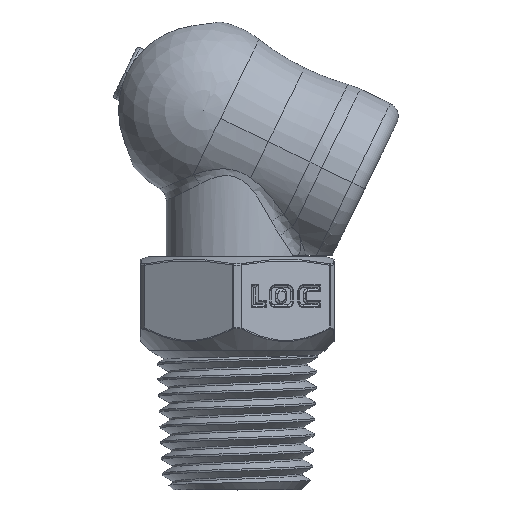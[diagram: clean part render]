
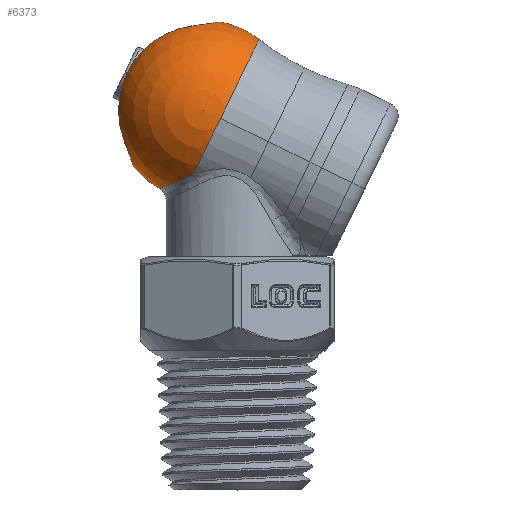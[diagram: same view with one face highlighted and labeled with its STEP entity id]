
A CAD part, top view. The second image highlights one B-rep face of the part: STEP entity #6373.
In plain terms, the highlighted spherical face has radius 7.828 mm.
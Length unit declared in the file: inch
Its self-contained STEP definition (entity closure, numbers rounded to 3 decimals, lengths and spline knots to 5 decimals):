
#71 = CIRCLE ( 'NONE', #17707, 0.30818 ) ;
#74 = CIRCLE ( 'NONE', #17711, 0.30818 ) ;
#100 = VERTEX_POINT ( 'NONE', #13189 ) ;
#1659 = DIRECTION ( 'NONE',  ( 0., 0., -1. ) ) ;
#1661 = CARTESIAN_POINT ( 'NONE',  ( 0.00564, -0.00108, 0. ) ) ;
#1663 = DIRECTION ( 'NONE',  ( 0., 1., 0. ) ) ;
#1769 = CIRCLE ( 'NONE', #9160, 0.30143 ) ;
#1774 = CIRCLE ( 'NONE', #9164, 0.30143 ) ;
#2150 = CIRCLE ( 'NONE', #17654, 0.29207 ) ;
#2151 = CIRCLE ( 'NONE', #17653, 0.09834 ) ;
#2152 = CIRCLE ( 'NONE', #17655, 0.09834 ) ;
#4241 = DIRECTION ( 'NONE',  ( -1., 0., 0. ) ) ;
#6373 = ADVANCED_FACE ( 'NONE', ( #10247 ), #10246, .T. ) ;
#6478 = CARTESIAN_POINT ( 'NONE',  ( 0.06977, 0.30036, 0. ) ) ;
#7381 = CARTESIAN_POINT ( 'NONE',  ( 0.06977, -0.00108, 0.30143 ) ) ;
#7462 = CARTESIAN_POINT ( 'NONE',  ( -0.07615, 0.29605, 0. ) ) ;
#7463 = CARTESIAN_POINT ( 'NONE',  ( -0.12651, -0.27949, 0. ) ) ;
#7838 = CARTESIAN_POINT ( 'NONE',  ( 0.00564, -0.00108, 0. ) ) ;
#7839 = DIRECTION ( 'NONE',  ( 0., 0., -1. ) ) ;
#7840 = DIRECTION ( 'NONE',  ( 0., 1., 0. ) ) ;
#7850 = CARTESIAN_POINT ( 'NONE',  ( 0.00564, -0.00108, 0. ) ) ;
#7851 = DIRECTION ( 'NONE',  ( 0., 0., 1. ) ) ;
#7852 = DIRECTION ( 'NONE',  ( 1., 0., 0. ) ) ;
#8322 = CARTESIAN_POINT ( 'NONE',  ( 0.06977, -0.21652, 0.21082 ) ) ;
#8813 = CARTESIAN_POINT ( 'NONE',  ( -0.15769, 0.24106, 0.09834 ) ) ;
#9068 = AXIS2_PLACEMENT_3D ( 'NONE', #1661, #1659, #1663 ) ;
#9160 = AXIS2_PLACEMENT_3D ( 'NONE', #17266, #17267, #17268 ) ;
#9164 = AXIS2_PLACEMENT_3D ( 'NONE', #17280, #4241, #14683 ) ;
#10246 = SPHERICAL_SURFACE ( 'NONE', #9068, 0.30818 ) ;
#10247 = FACE_OUTER_BOUND ( 'NONE', #18236, .T. ) ;
#11285 = VERTEX_POINT ( 'NONE', #17023 ) ;
#11813 = CARTESIAN_POINT ( 'NONE',  ( -0.01263, -0.30871, 0. ) ) ;
#11814 = CARTESIAN_POINT ( 'NONE',  ( -0.01263, -0.30871, 0.02149 ) ) ;
#11818 = CARTESIAN_POINT ( 'NONE',  ( -0.01064, -0.30662, 0.04251 ) ) ;
#11819 = CARTESIAN_POINT ( 'NONE',  ( -0.00478, -0.30041, 0.07333 ) ) ;
#11820 = CARTESIAN_POINT ( 'NONE',  ( -0.00232, -0.2978, 0.08353 ) ) ;
#11821 = CARTESIAN_POINT ( 'NONE',  ( 0.00341, -0.29168, 0.10312 ) ) ;
#11822 = CARTESIAN_POINT ( 'NONE',  ( 0.00669, -0.28815, 0.11258 ) ) ;
#11823 = CARTESIAN_POINT ( 'NONE',  ( 0.01771, -0.2762, 0.13996 ) ) ;
#11824 = CARTESIAN_POINT ( 'NONE',  ( 0.02676, -0.26626, 0.15702 ) ) ;
#11825 = CARTESIAN_POINT ( 'NONE',  ( 0.04179, -0.24928, 0.17937 ) ) ;
#11826 = CARTESIAN_POINT ( 'NONE',  ( 0.04707, -0.24325, 0.18634 ) ) ;
#11827 = CARTESIAN_POINT ( 'NONE',  ( 0.05809, -0.23044, 0.19932 ) ) ;
#11828 = CARTESIAN_POINT ( 'NONE',  ( 0.06387, -0.22363, 0.20535 ) ) ;
#11829 = CARTESIAN_POINT ( 'NONE',  ( 0.06977, -0.21652, 0.21082 ) ) ;
#11830 = CARTESIAN_POINT ( 'NONE',  ( -0.15769, 0.24106, 0. ) ) ;
#11831 = DIRECTION ( 'NONE',  ( 0.559, -0.829, 0. ) ) ;
#11832 = DIRECTION ( 'NONE',  ( 0.829, 0.559, 0. ) ) ;
#11833 = CARTESIAN_POINT ( 'NONE',  ( 0.00564, -0.00108, 0.09834 ) ) ;
#11834 = DIRECTION ( 'NONE',  ( 0., 0., -1. ) ) ;
#11835 = DIRECTION ( 'NONE',  ( 1., 0., 0. ) ) ;
#11836 = CARTESIAN_POINT ( 'NONE',  ( -0.19725, -0.21117, 0. ) ) ;
#11837 = DIRECTION ( 'NONE',  ( 0.695, 0.719, 0. ) ) ;
#11838 = DIRECTION ( 'NONE',  ( 0.719, -0.695, 0. ) ) ;
#12595 = EDGE_CURVE ( 'NONE', #15514, #19118, #1769, .T. ) ;
#12599 = EDGE_CURVE ( 'NONE', #19118, #16057, #1774, .T. ) ;
#13189 = CARTESIAN_POINT ( 'NONE',  ( -0.19725, -0.21117, 0.09834 ) ) ;
#13459 = EDGE_CURVE ( 'NONE', #11285, #15514, #17382, .T. ) ;
#13460 = EDGE_CURVE ( 'NONE', #19156, #16006, #2151, .T. ) ;
#13461 = EDGE_CURVE ( 'NONE', #100, #16006, #2150, .T. ) ;
#13462 = EDGE_CURVE ( 'NONE', #100, #19157, #2152, .T. ) ;
#13898 = ORIENTED_EDGE ( 'NONE', *, *, #14042, .F. ) ;
#13899 = ORIENTED_EDGE ( 'NONE', *, *, #13459, .T. ) ;
#13900 = ORIENTED_EDGE ( 'NONE', *, *, #12595, .T. ) ;
#13901 = ORIENTED_EDGE ( 'NONE', *, *, #12599, .T. ) ;
#13902 = ORIENTED_EDGE ( 'NONE', *, *, #14046, .T. ) ;
#13903 = ORIENTED_EDGE ( 'NONE', *, *, #13460, .T. ) ;
#13904 = ORIENTED_EDGE ( 'NONE', *, *, #13461, .F. ) ;
#13905 = ORIENTED_EDGE ( 'NONE', *, *, #13462, .T. ) ;
#14042 = EDGE_CURVE ( 'NONE', #11285, #19157, #71, .T. ) ;
#14046 = EDGE_CURVE ( 'NONE', #16057, #19156, #74, .T. ) ;
#14683 = DIRECTION ( 'NONE',  ( 0., 0., 1. ) ) ;
#15514 = VERTEX_POINT ( 'NONE', #8322 ) ;
#16006 = VERTEX_POINT ( 'NONE', #8813 ) ;
#16057 = VERTEX_POINT ( 'NONE', #6478 ) ;
#17023 = CARTESIAN_POINT ( 'NONE',  ( -0.01263, -0.30871, 0. ) ) ;
#17266 = CARTESIAN_POINT ( 'NONE',  ( 0.06977, -0.00108, 0. ) ) ;
#17267 = DIRECTION ( 'NONE',  ( -1., 0., 0. ) ) ;
#17268 = DIRECTION ( 'NONE',  ( 0., 0., 1. ) ) ;
#17280 = CARTESIAN_POINT ( 'NONE',  ( 0.06977, -0.00108, 0. ) ) ;
#17382 = B_SPLINE_CURVE_WITH_KNOTS ( 'NONE', 3,
 ( #11813, #11814, #11818, #11819, #11820, #11821, #11822, #11823, #11824, #11825, #11826, #11827, #11828, #11829 ),
 .UNSPECIFIED., .F., .F.,
 ( 4, 2, 2, 2, 2, 2, 4 ),
 ( 0.00647, 0.00808, 0.00889, 0.0097, 0.01131, 0.01212, 0.01293 ),
 .UNSPECIFIED. ) ;
#17653 = AXIS2_PLACEMENT_3D ( 'NONE', #11830, #11831, #11832 ) ;
#17654 = AXIS2_PLACEMENT_3D ( 'NONE', #11833, #11834, #11835 ) ;
#17655 = AXIS2_PLACEMENT_3D ( 'NONE', #11836, #11837, #11838 ) ;
#17707 = AXIS2_PLACEMENT_3D ( 'NONE', #7838, #7839, #7840 ) ;
#17711 = AXIS2_PLACEMENT_3D ( 'NONE', #7850, #7851, #7852 ) ;
#18236 = EDGE_LOOP ( 'NONE', ( #13898, #13899, #13900, #13901, #13902, #13903, #13904, #13905 ) ) ;
#19118 = VERTEX_POINT ( 'NONE', #7381 ) ;
#19156 = VERTEX_POINT ( 'NONE', #7462 ) ;
#19157 = VERTEX_POINT ( 'NONE', #7463 ) ;
